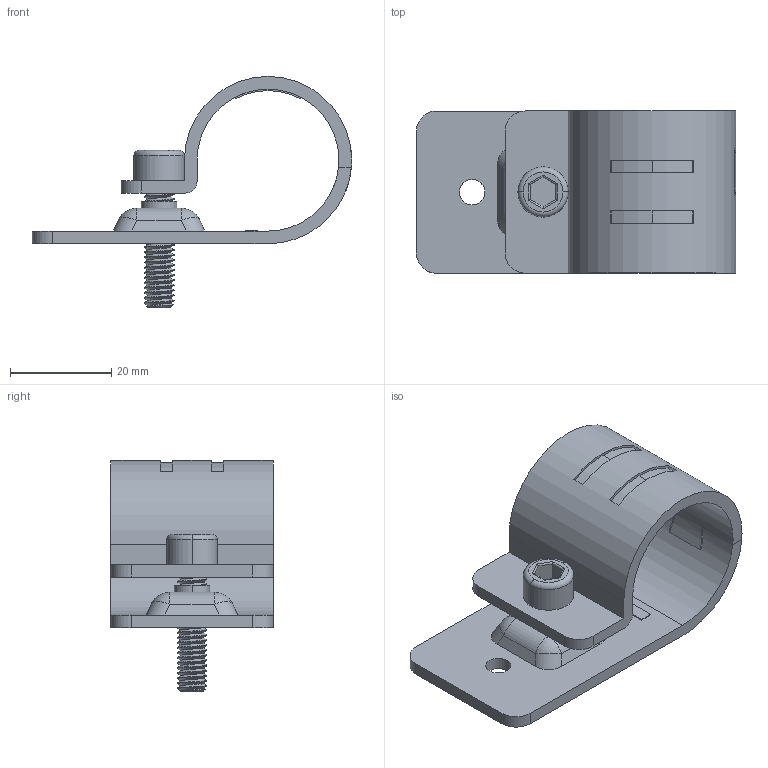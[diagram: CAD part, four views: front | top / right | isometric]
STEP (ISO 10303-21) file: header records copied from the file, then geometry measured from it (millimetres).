
FILE_DESCRIPTION (( 'STEP AP214' ), '1' );
FILE_NAME ('B307 Ñîåäèíèòåëü òðóáíûé, Ô28, 13B.STEP', '2023-11-09T14:02:03', ( '' ), ( '' ), 'SwSTEP 2.0', 'SolidWorks 2022', '' );
FILE_SCHEMA (( 'AUTOMOTIVE_DESIGN' ));
Length unit declared in the file: millimetre
Products named in the file (1): B307 Соединитель трубный, Ф28, 13B
Bounding box: 63 x 32 x 45.6 mm (x, y, z)
Volume: 12102.6 mm3; surface area: 11654.9 mm2
Topology: 4 solids, 4 shells, 232 faces, 599 edges, 386 vertices
Faces by surface type: cylinder 113, plane 86, bspline 18, cone 9, sphere 4, torus 2
Entity records: 15568 total; most frequent: CARTESIAN_POINT 7656, ORIENTED_EDGE 1198, DIRECTION 932, EDGE_CURVE 599, VERTEX_POINT 386, AXIS2_PLACEMENT_3D 321, LINE 290, VECTOR 290
